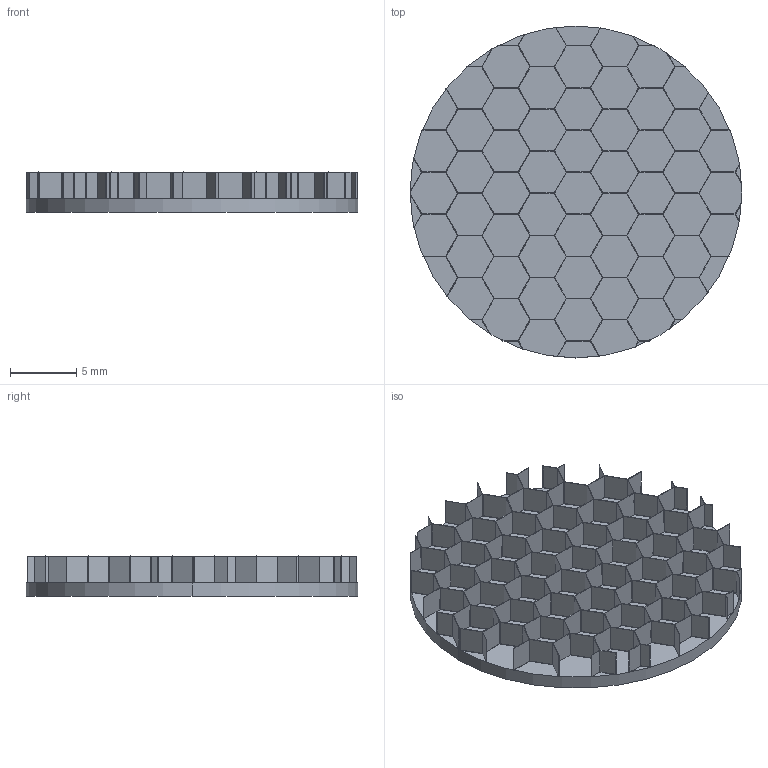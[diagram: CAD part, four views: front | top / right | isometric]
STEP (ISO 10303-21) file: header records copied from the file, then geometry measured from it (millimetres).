
FILE_DESCRIPTION (( 'STEP AP203' ), '1' );
FILE_NAME ('Circle+mash.STEP', '2017-10-16T10:02:59', ( '' ), ( '' ), 'SwSTEP 2.0', 'SolidWorks 2016', '' );
FILE_SCHEMA (( 'CONFIG_CONTROL_DESIGN' ));
Length unit declared in the file: millimetre
Products named in the file (3): Circle+mash; Circle; Mash
Assembly tree (2 placements, depth 2):
  Circle+mash
    Circle
    Mash
Bounding box: 25 x 25 x 3.05 mm (x, y, z)
Volume: 511.8 mm3; surface area: 2683.1 mm2
Topology: 31 solids, 31 shells, 810 faces, 2244 edges, 1496 vertices
Faces by surface type: plane 762, cylinder 48
Entity records: 25991 total; most frequent: CARTESIAN_POINT 4555, ORIENTED_EDGE 4488, DIRECTION 3970, EDGE_CURVE 2244, VECTOR 2148, LINE 2148, VERTEX_POINT 1496, EDGE_LOOP 980
